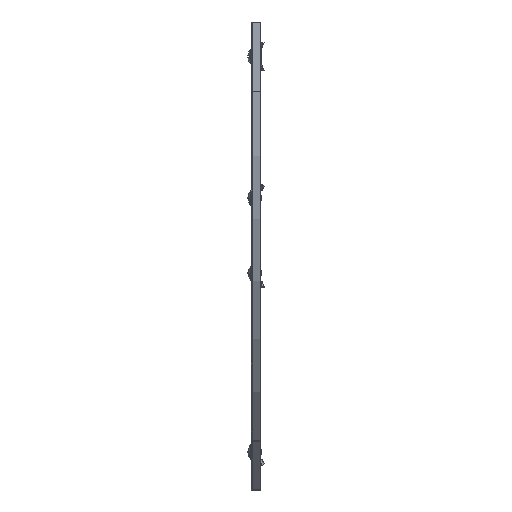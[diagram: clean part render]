
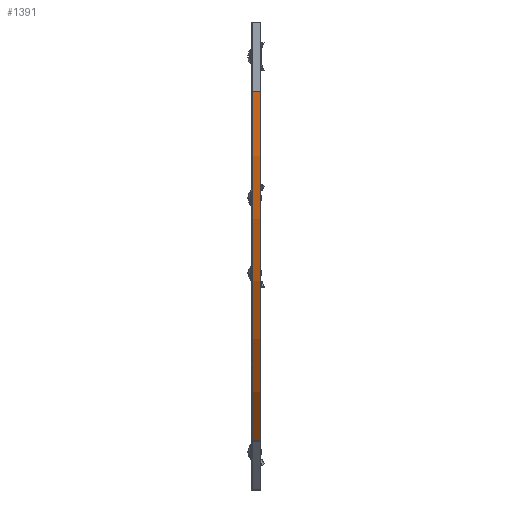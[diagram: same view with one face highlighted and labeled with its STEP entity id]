
A CAD part, left-side view. The second image highlights one B-rep face of the part: STEP entity #1391.
In plain terms, the highlighted cylindrical face has radius 752 mm (diameter 1504 mm), a partial arc.
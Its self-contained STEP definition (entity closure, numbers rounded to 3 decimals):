
#107 = EDGE_CURVE ( 'NONE', #4401, #689, #1730, .T. ) ;
#247 = CARTESIAN_POINT ( 'NONE',  ( 752., 14., -105. ) ) ;
#689 = VERTEX_POINT ( 'NONE', #7428 ) ;
#866 = VECTOR ( 'NONE', #5669, 1000. ) ;
#1176 = LINE ( 'NONE', #4506, #866 ) ;
#1391 = ADVANCED_FACE ( 'NONE', ( #2040 ), #2899, .T. ) ;
#1475 = CARTESIAN_POINT ( 'NONE',  ( 220.256, 0., -636.744 ) ) ;
#1727 = CARTESIAN_POINT ( 'NONE',  ( 752., 0., -105. ) ) ;
#1730 = LINE ( 'NONE', #3224, #6435 ) ;
#2040 = FACE_OUTER_BOUND ( 'NONE', #7768, .T. ) ;
#2321 = CIRCLE ( 'NONE', #4576, 752. ) ;
#2464 = EDGE_CURVE ( 'NONE', #689, #6864, #4103, .T. ) ;
#2833 = CARTESIAN_POINT ( 'NONE',  ( 752., 0., -105. ) ) ;
#2899 = CYLINDRICAL_SURFACE ( 'NONE', #5143, 752. ) ;
#2914 = DIRECTION ( 'NONE',  ( 0., -1., 0. ) ) ;
#3224 = CARTESIAN_POINT ( 'NONE',  ( 0., 0., -105. ) ) ;
#3726 = AXIS2_PLACEMENT_3D ( 'NONE', #2833, #5305, #5921 ) ;
#3918 = EDGE_CURVE ( 'NONE', #7135, #6864, #1176, .T. ) ;
#4103 = CIRCLE ( 'NONE', #3726, 752. ) ;
#4264 = CARTESIAN_POINT ( 'NONE',  ( 220.256, 14., -636.744 ) ) ;
#4401 = VERTEX_POINT ( 'NONE', #5721 ) ;
#4506 = CARTESIAN_POINT ( 'NONE',  ( 220.256, 0., -636.744 ) ) ;
#4576 = AXIS2_PLACEMENT_3D ( 'NONE', #247, #7205, #4703 ) ;
#4605 = EDGE_CURVE ( 'NONE', #4401, #7135, #2321, .T. ) ;
#4703 = DIRECTION ( 'NONE',  ( 0., 0., 1. ) ) ;
#5143 = AXIS2_PLACEMENT_3D ( 'NONE', #1727, #2914, #5331 ) ;
#5305 = DIRECTION ( 'NONE',  ( 0., -1., 0. ) ) ;
#5331 = DIRECTION ( 'NONE',  ( 0., 0., -1. ) ) ;
#5669 = DIRECTION ( 'NONE',  ( 0., -1., 0. ) ) ;
#5721 = CARTESIAN_POINT ( 'NONE',  ( 0., 14., -105. ) ) ;
#5921 = DIRECTION ( 'NONE',  ( 0., 0., -1. ) ) ;
#6203 = ORIENTED_EDGE ( 'NONE', *, *, #3918, .T. ) ;
#6435 = VECTOR ( 'NONE', #7572, 1000. ) ;
#6864 = VERTEX_POINT ( 'NONE', #1475 ) ;
#7053 = ORIENTED_EDGE ( 'NONE', *, *, #107, .F. ) ;
#7135 = VERTEX_POINT ( 'NONE', #4264 ) ;
#7205 = DIRECTION ( 'NONE',  ( 0., -1., 0. ) ) ;
#7226 = ORIENTED_EDGE ( 'NONE', *, *, #4605, .T. ) ;
#7388 = ORIENTED_EDGE ( 'NONE', *, *, #2464, .F. ) ;
#7428 = CARTESIAN_POINT ( 'NONE',  ( 0., 0., -105. ) ) ;
#7572 = DIRECTION ( 'NONE',  ( 0., -1., 0. ) ) ;
#7768 = EDGE_LOOP ( 'NONE', ( #7053, #7226, #6203, #7388 ) ) ;
